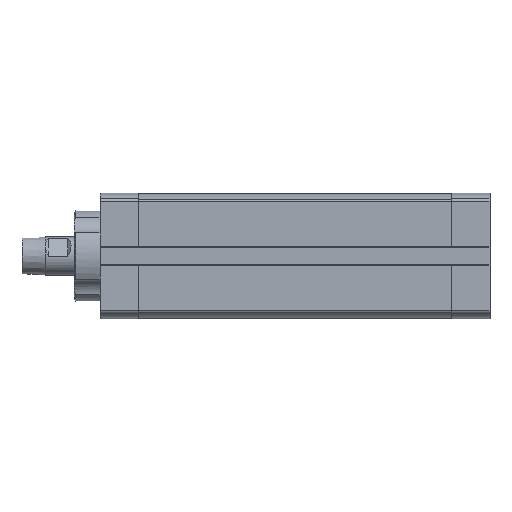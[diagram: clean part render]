
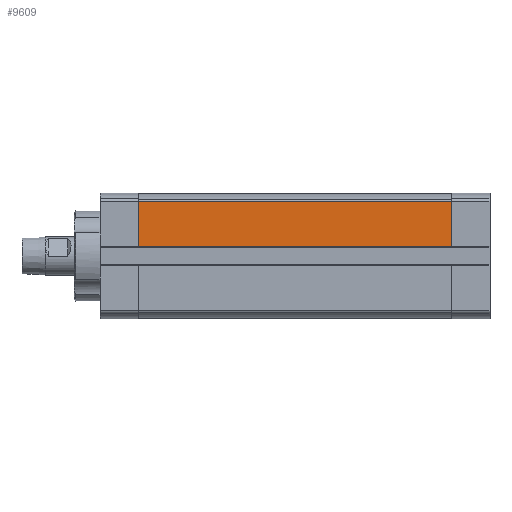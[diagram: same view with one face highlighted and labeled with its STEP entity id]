
A CAD part, left-side view. The second image highlights one B-rep face of the part: STEP entity #9609.
In plain terms, the highlighted planar face has unit normal (-1, 0, 0).
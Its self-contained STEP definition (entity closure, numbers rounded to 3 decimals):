
#91=PLANE('',#10453);
#998=LINE('',#15598,#1738);
#999=LINE('',#15600,#1739);
#1000=LINE('',#15602,#1740);
#1001=LINE('',#15604,#1741);
#1738=VECTOR('',#12144,1000.);
#1739=VECTOR('',#12147,1000.);
#1740=VECTOR('',#12148,1000.);
#1741=VECTOR('',#12149,1000.);
#3085=ORIENTED_EDGE('',*,*,#5672,.T.);
#3086=ORIENTED_EDGE('',*,*,#5671,.F.);
#3087=ORIENTED_EDGE('',*,*,#5673,.F.);
#3088=ORIENTED_EDGE('',*,*,#5674,.T.);
#5671=EDGE_CURVE('',#6950,#6949,#998,.T.);
#5672=EDGE_CURVE('',#6951,#6949,#999,.T.);
#5673=EDGE_CURVE('',#6952,#6950,#1000,.T.);
#5674=EDGE_CURVE('',#6952,#6951,#1001,.T.);
#6949=VERTEX_POINT('',#15595);
#6950=VERTEX_POINT('',#15597);
#6951=VERTEX_POINT('',#15601);
#6952=VERTEX_POINT('',#15603);
#8067=EDGE_LOOP('',(#3085,#3086,#3087,#3088));
#8787=FACE_BOUND('',#8067,.T.);
#9609=ADVANCED_FACE('',(#8787),#91,.F.);
#10453=AXIS2_PLACEMENT_3D('',#15599,#12145,#12146);
#12144=DIRECTION('',(0.,-1.,0.));
#12145=DIRECTION('',(1.,0.,0.));
#12146=DIRECTION('',(0.,0.,-1.));
#12147=DIRECTION('',(0.,0.,1.));
#12148=DIRECTION('',(0.,0.,1.));
#12149=DIRECTION('',(0.,-1.,0.));
#15595=CARTESIAN_POINT('',(-19.5,12.,17.091));
#15597=CARTESIAN_POINT('',(-19.5,110.5,17.091));
#15598=CARTESIAN_POINT('',(-19.5,110.5,17.091));
#15599=CARTESIAN_POINT('',(-19.5,110.5,3.1));
#15600=CARTESIAN_POINT('',(-19.5,12.,3.1));
#15601=CARTESIAN_POINT('',(-19.5,12.,3.1));
#15602=CARTESIAN_POINT('',(-19.5,110.5,3.1));
#15603=CARTESIAN_POINT('',(-19.5,110.5,3.1));
#15604=CARTESIAN_POINT('',(-19.5,110.5,3.1));
